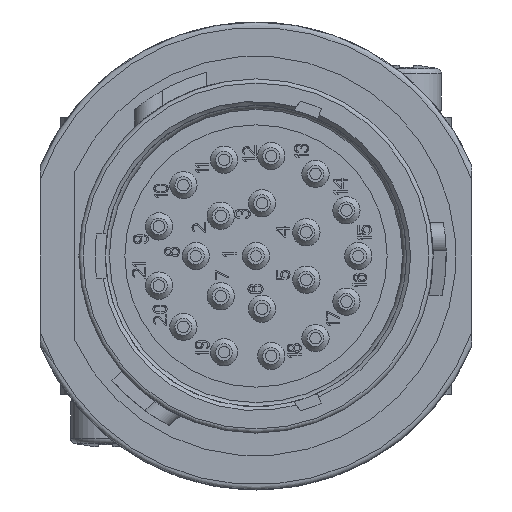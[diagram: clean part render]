
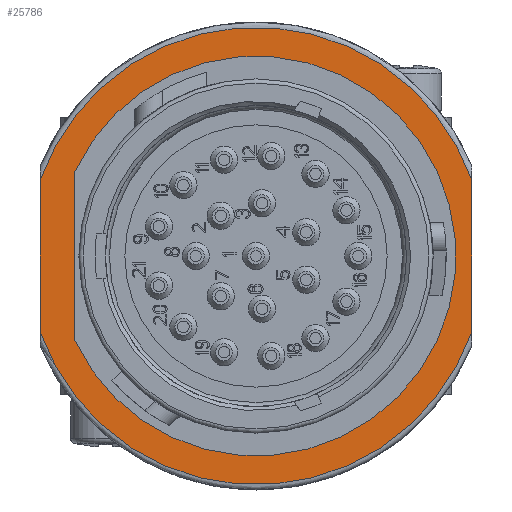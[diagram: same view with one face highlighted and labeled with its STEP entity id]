
A CAD part, left-side view. The second image highlights one B-rep face of the part: STEP entity #25786.
In plain terms, the highlighted face is planar.
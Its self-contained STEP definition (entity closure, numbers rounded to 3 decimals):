
#1201=LINE('',#36629,#2927);
#1202=LINE('',#36630,#2928);
#1203=LINE('',#36631,#2929);
#2927=VECTOR('',#30412,1000.);
#2928=VECTOR('',#30413,1000.);
#2929=VECTOR('',#30414,1000.);
#4081=PLANE('',#27286);
#6446=ORIENTED_EDGE('',*,*,#10575,.F.);
#6447=ORIENTED_EDGE('',*,*,#10880,.T.);
#6448=ORIENTED_EDGE('',*,*,#10597,.T.);
#6449=ORIENTED_EDGE('',*,*,#10881,.T.);
#6450=ORIENTED_EDGE('',*,*,#10879,.T.);
#6451=ORIENTED_EDGE('',*,*,#10882,.T.);
#10575=EDGE_CURVE('',#12908,#12910,#14256,.T.);
#10597=EDGE_CURVE('',#12927,#12925,#14265,.T.);
#10879=EDGE_CURVE('',#13201,#13202,#14341,.T.);
#10880=EDGE_CURVE('',#12908,#12910,#1201,.T.);
#10881=EDGE_CURVE('',#12925,#13201,#1202,.T.);
#10882=EDGE_CURVE('',#13202,#12927,#1203,.T.);
#12908=VERTEX_POINT('',#35946);
#12910=VERTEX_POINT('',#35949);
#12925=VERTEX_POINT('',#36022);
#12927=VERTEX_POINT('',#36025);
#13201=VERTEX_POINT('',#36618);
#13202=VERTEX_POINT('',#36626);
#14256=CIRCLE('',#27178,19.05);
#14265=CIRCLE('',#27194,21.8);
#14341=CIRCLE('',#27285,21.8);
#15108=EDGE_LOOP('',(#6446,#6447));
#15109=EDGE_LOOP('',(#6448,#6449,#6450,#6451));
#16622=FACE_BOUND('',#15108,.T.);
#16623=FACE_BOUND('',#15109,.T.);
#25786=ADVANCED_FACE('',(#16622,#16623),#4081,.F.);
#27178=AXIS2_PLACEMENT_3D('',#35948,#29987,#29988);
#27194=AXIS2_PLACEMENT_3D('',#36024,#30025,#30026);
#27285=AXIS2_PLACEMENT_3D('',#36627,#30408,#30409);
#27286=AXIS2_PLACEMENT_3D('',#36628,#30410,#30411);
#29987=DIRECTION('',(1.,0.,0.));
#29988=DIRECTION('',(0.,0.,-1.));
#30025=DIRECTION('',(1.,0.,0.));
#30026=DIRECTION('',(0.,0.,-1.));
#30408=DIRECTION('',(1.,0.,0.));
#30409=DIRECTION('',(0.,0.,-1.));
#30410=DIRECTION('',(-1.,0.,0.));
#30411=DIRECTION('',(0.,0.,1.));
#30412=DIRECTION('',(0.,0.,-1.));
#30413=DIRECTION('',(0.,0.,1.));
#30414=DIRECTION('',(0.,0.,-1.));
#35946=CARTESIAN_POINT('',(15.45,17.25,8.083));
#35948=CARTESIAN_POINT('',(15.45,0.,0.));
#35949=CARTESIAN_POINT('',(15.45,17.25,-8.083));
#36022=CARTESIAN_POINT('',(15.45,20.55,-7.276));
#36024=CARTESIAN_POINT('',(15.45,0.,0.));
#36025=CARTESIAN_POINT('',(15.45,-20.55,-7.276));
#36618=CARTESIAN_POINT('',(15.45,20.55,7.276));
#36626=CARTESIAN_POINT('',(15.45,-20.55,7.276));
#36627=CARTESIAN_POINT('',(15.45,0.,0.));
#36628=CARTESIAN_POINT('',(15.45,21.8,0.));
#36629=CARTESIAN_POINT('',(15.45,17.25,30.));
#36630=CARTESIAN_POINT('',(15.45,20.55,0.));
#36631=CARTESIAN_POINT('',(15.45,-20.55,0.));
